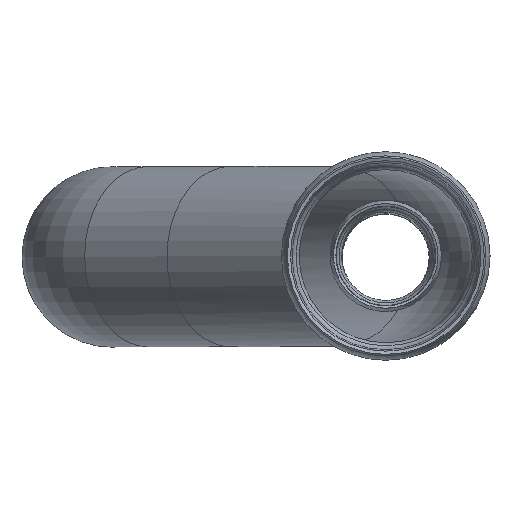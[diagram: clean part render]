
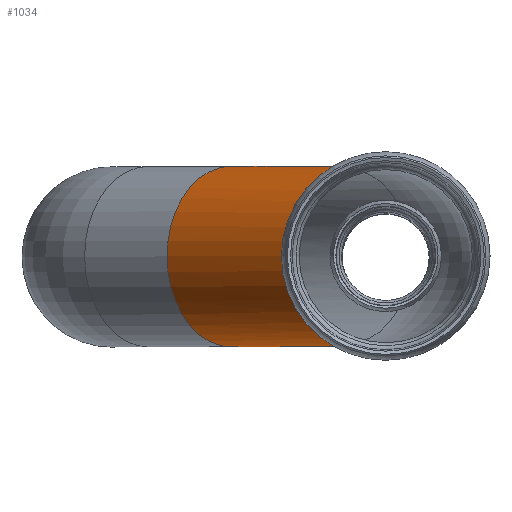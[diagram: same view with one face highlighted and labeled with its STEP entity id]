
A CAD part, top view. The second image highlights one B-rep face of the part: STEP entity #1034.
In plain terms, the highlighted cylindrical face has radius 510 mm (diameter 1020 mm), a full revolution.
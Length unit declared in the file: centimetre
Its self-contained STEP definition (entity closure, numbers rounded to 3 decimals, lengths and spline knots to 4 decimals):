
#18=B_SPLINE_CURVE_WITH_KNOTS('',3,(#1939,#1940,#1941,#1942,#1943,#1944,
#1945,#1946,#1947,#1948,#1949,#1950,#1951,#1952,#1953,#1954,#1955,#1956,
#1957,#1958,#1959,#1960,#1961,#1962,#1963,#1964,#1965,#1966,#1967,#1968,
#1969),.UNSPECIFIED.,.F.,.F.,(4,2,2,2,2,3,2,2,2,2,2,2,2,2,4),(-14.0135,
-12.5313,-9.3985,-6.2657,-3.1328,0.,
4.3597,8.7195,17.4389,26.1584,34.8779,
40.2096,45.5413,50.873,56.2047),
 .UNSPECIFIED.);
#20=B_SPLINE_CURVE_WITH_KNOTS('',3,(#1989,#1990,#1991,#1992,#1993,#1994,
#1995,#1996,#1997,#1998,#1999,#2000,#2001,#2002,#2003,#2004,#2005,#2006,
#2007,#2008,#2009,#2010,#2011,#2012,#2013,#2014,#2015,#2016,#2017,#2018),
 .UNSPECIFIED.,.F.,.F.,(4,2,2,2,2,2,2,2,2,2,2,2,2,2,4),(56.2047,
61.5364,66.8681,72.1998,77.5315,86.251,
94.9705,103.69,108.0497,112.4094,115.5423,
118.6751,121.8079,124.9408,126.4229),
 .UNSPECIFIED.);
#79=LINE('',#2121,#108);
#108=VECTOR('',#1509,51.);
#130=CYLINDRICAL_SURFACE('',#1181,51.);
#177=FACE_OUTER_BOUND('',#243,.T.);
#243=EDGE_LOOP('',(#857,#858,#859,#860,#861,#862,#863));
#345=CIRCLE('',#1175,51.);
#348=CIRCLE('',#1178,51.);
#350=CIRCLE('',#1182,51.);
#449=VERTEX_POINT('',#1937);
#450=VERTEX_POINT('',#1938);
#451=VERTEX_POINT('',#1970);
#457=VERTEX_POINT('',#2108);
#460=VERTEX_POINT('',#2119);
#582=EDGE_CURVE('',#449,#450,#18,.T.);
#584=EDGE_CURVE('',#450,#451,#20,.T.);
#593=EDGE_CURVE('',#457,#449,#345,.T.);
#596=EDGE_CURVE('',#451,#457,#348,.T.);
#599=EDGE_CURVE('',#460,#460,#350,.T.);
#600=EDGE_CURVE('',#460,#450,#79,.T.);
#857=ORIENTED_EDGE('',*,*,#599,.F.);
#858=ORIENTED_EDGE('',*,*,#600,.T.);
#859=ORIENTED_EDGE('',*,*,#584,.T.);
#860=ORIENTED_EDGE('',*,*,#596,.T.);
#861=ORIENTED_EDGE('',*,*,#593,.T.);
#862=ORIENTED_EDGE('',*,*,#582,.T.);
#863=ORIENTED_EDGE('',*,*,#600,.F.);
#1034=ADVANCED_FACE('',(#177),#130,.T.);
#1175=AXIS2_PLACEMENT_3D('',#2109,#1492,#1493);
#1178=AXIS2_PLACEMENT_3D('',#2113,#1498,#1499);
#1181=AXIS2_PLACEMENT_3D('',#2118,#1505,#1506);
#1182=AXIS2_PLACEMENT_3D('',#2120,#1507,#1508);
#1492=DIRECTION('center_axis',(-0.707,0.,
-0.707));
#1493=DIRECTION('ref_axis',(-0.707,0.,0.707));
#1498=DIRECTION('center_axis',(-0.707,0.,
-0.707));
#1499=DIRECTION('ref_axis',(-0.707,0.,0.707));
#1505=DIRECTION('center_axis',(-0.707,0.,
-0.707));
#1506=DIRECTION('ref_axis',(-0.707,0.,0.707));
#1507=DIRECTION('center_axis',(-0.707,0.,
-0.707));
#1508=DIRECTION('ref_axis',(-0.707,0.,0.707));
#1509=DIRECTION('',(0.707,0.,0.707));
#1937=CARTESIAN_POINT('',(978.7419,524.8069,22.8453));
#1938=CARTESIAN_POINT('',(940.6633,500.1845,-24.196));
#1939=CARTESIAN_POINT('Ctrl Pts',(978.7419,524.8069,22.8453));
#1940=CARTESIAN_POINT('Ctrl Pts',(978.3345,524.9902,22.5808));
#1941=CARTESIAN_POINT('Ctrl Pts',(977.9259,525.1619,22.3081));
#1942=CARTESIAN_POINT('Ctrl Pts',(976.6539,525.6605,21.4356));
#1943=CARTESIAN_POINT('Ctrl Pts',(975.7894,525.948,20.8084));
#1944=CARTESIAN_POINT('Ctrl Pts',(974.0771,526.4267,19.4973));
#1945=CARTESIAN_POINT('Ctrl Pts',(973.2293,526.618,18.8135));
#1946=CARTESIAN_POINT('Ctrl Pts',(971.5668,526.9141,17.4068));
#1947=CARTESIAN_POINT('Ctrl Pts',(970.7521,527.019,16.6839));
#1948=CARTESIAN_POINT('Ctrl Pts',(969.1695,527.1541,15.2201));
#1949=CARTESIAN_POINT('Ctrl Pts',(968.4017,527.1845,14.4791));
#1950=CARTESIAN_POINT('Ctrl Pts',(967.6633,527.1845,13.7407));
#1951=CARTESIAN_POINT('Ctrl Pts',(966.6357,527.1845,12.7131));
#1952=CARTESIAN_POINT('Ctrl Pts',(965.6165,527.1258,11.6419));
#1953=CARTESIAN_POINT('Ctrl Pts',(963.6057,526.897,9.431));
#1954=CARTESIAN_POINT('Ctrl Pts',(962.6141,526.727,8.2914));
#1955=CARTESIAN_POINT('Ctrl Pts',(959.6931,526.0585,4.8008));
#1956=CARTESIAN_POINT('Ctrl Pts',(957.8177,525.4023,2.3779));
#1957=CARTESIAN_POINT('Ctrl Pts',(954.2637,523.7074,-2.4801));
#1958=CARTESIAN_POINT('Ctrl Pts',(952.5847,522.6688,-4.9147));
#1959=CARTESIAN_POINT('Ctrl Pts',(949.4706,520.2327,-9.6093));
#1960=CARTESIAN_POINT('Ctrl Pts',(948.0352,518.8358,-11.8694));
#1961=CARTESIAN_POINT('Ctrl Pts',(945.9632,516.2981,-15.2167));
#1962=CARTESIAN_POINT('Ctrl Pts',(945.1817,515.204,-16.5021));
#1963=CARTESIAN_POINT('Ctrl Pts',(943.7334,512.7688,-18.9186));
#1964=CARTESIAN_POINT('Ctrl Pts',(943.0664,511.4277,-20.0494));
#1965=CARTESIAN_POINT('Ctrl Pts',(941.9385,508.5301,-21.9792));
#1966=CARTESIAN_POINT('Ctrl Pts',(941.4769,506.9719,-22.7789));
#1967=CARTESIAN_POINT('Ctrl Pts',(940.8393,503.6878,-23.8874));
#1968=CARTESIAN_POINT('Ctrl Pts',(940.6633,501.9617,-24.196));
#1969=CARTESIAN_POINT('Ctrl Pts',(940.6633,500.1845,-24.196));
#1970=CARTESIAN_POINT('',(978.7419,475.562,22.8453));
#1989=CARTESIAN_POINT('Ctrl Pts',(940.6633,500.1845,-24.196));
#1990=CARTESIAN_POINT('Ctrl Pts',(940.6633,498.4072,-24.196));
#1991=CARTESIAN_POINT('Ctrl Pts',(940.8393,496.6812,-23.8874));
#1992=CARTESIAN_POINT('Ctrl Pts',(941.4769,493.397,-22.7789));
#1993=CARTESIAN_POINT('Ctrl Pts',(941.9385,491.8388,-21.9792));
#1994=CARTESIAN_POINT('Ctrl Pts',(943.0664,488.9413,-20.0494));
#1995=CARTESIAN_POINT('Ctrl Pts',(943.7334,487.6001,-18.9186));
#1996=CARTESIAN_POINT('Ctrl Pts',(945.1817,485.165,-16.5021));
#1997=CARTESIAN_POINT('Ctrl Pts',(945.9632,484.0708,-15.2167));
#1998=CARTESIAN_POINT('Ctrl Pts',(948.0352,481.5332,-11.8694));
#1999=CARTESIAN_POINT('Ctrl Pts',(949.4706,480.1362,-9.6093));
#2000=CARTESIAN_POINT('Ctrl Pts',(952.5847,477.7002,-4.9147));
#2001=CARTESIAN_POINT('Ctrl Pts',(954.2637,476.6616,-2.4801));
#2002=CARTESIAN_POINT('Ctrl Pts',(957.8177,474.9666,2.3779));
#2003=CARTESIAN_POINT('Ctrl Pts',(959.6931,474.3104,4.8008));
#2004=CARTESIAN_POINT('Ctrl Pts',(962.6141,473.642,8.2914));
#2005=CARTESIAN_POINT('Ctrl Pts',(963.6057,473.4719,9.431));
#2006=CARTESIAN_POINT('Ctrl Pts',(965.6165,473.2432,11.6419));
#2007=CARTESIAN_POINT('Ctrl Pts',(966.6357,473.1845,12.7131));
#2008=CARTESIAN_POINT('Ctrl Pts',(968.4017,473.1845,14.4791));
#2009=CARTESIAN_POINT('Ctrl Pts',(969.1695,473.2148,15.2201));
#2010=CARTESIAN_POINT('Ctrl Pts',(970.7521,473.35,16.6839));
#2011=CARTESIAN_POINT('Ctrl Pts',(971.5668,473.4548,17.4068));
#2012=CARTESIAN_POINT('Ctrl Pts',(973.2293,473.7509,18.8135));
#2013=CARTESIAN_POINT('Ctrl Pts',(974.0771,473.9423,19.4973));
#2014=CARTESIAN_POINT('Ctrl Pts',(975.7894,474.421,20.8084));
#2015=CARTESIAN_POINT('Ctrl Pts',(976.6539,474.7084,21.4356));
#2016=CARTESIAN_POINT('Ctrl Pts',(977.9259,475.2071,22.3081));
#2017=CARTESIAN_POINT('Ctrl Pts',(978.3345,475.3787,22.5808));
#2018=CARTESIAN_POINT('Ctrl Pts',(978.7419,475.562,22.8453));
#2108=CARTESIAN_POINT('',(911.0983,500.1845,90.4889));
#2109=CARTESIAN_POINT('Origin',(947.1608,500.1845,54.4264));
#2113=CARTESIAN_POINT('Origin',(947.1608,500.1845,54.4264));
#2118=CARTESIAN_POINT('Origin',(947.1608,500.1845,54.4264));
#2119=CARTESIAN_POINT('',(916.0445,500.1845,-48.8148));
#2120=CARTESIAN_POINT('Origin',(879.9821,500.1845,-12.7523));
#2121=CARTESIAN_POINT('',(983.2232,500.1845,18.364));
